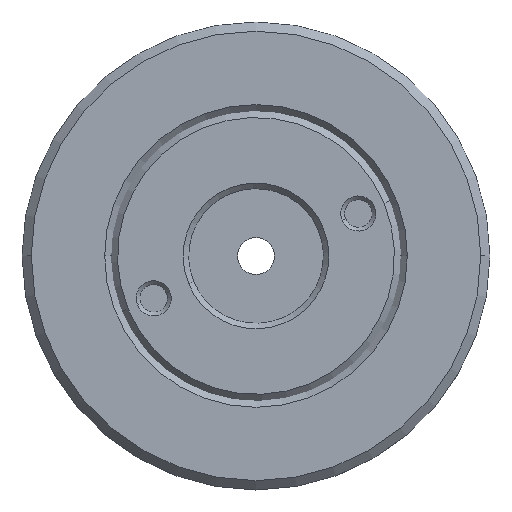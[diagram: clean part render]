
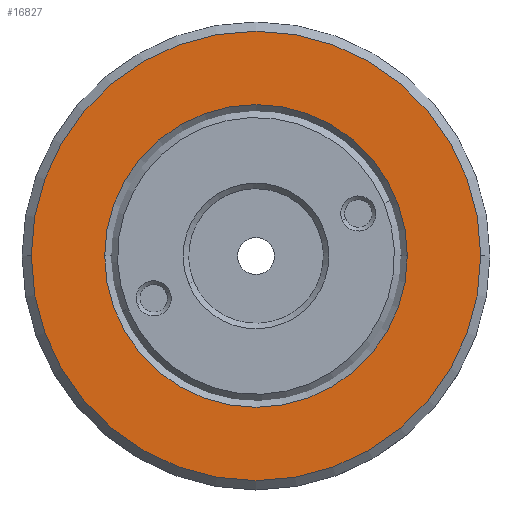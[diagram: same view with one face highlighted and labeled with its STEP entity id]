
A CAD part, top view. The second image highlights one B-rep face of the part: STEP entity #16827.
In plain terms, the highlighted planar face has unit normal (0, 0, 1).
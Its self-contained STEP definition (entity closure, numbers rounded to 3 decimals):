
#1152 = VERTEX_POINT ( 'NONE', #16714 ) ;
#1267 = ORIENTED_EDGE ( 'NONE', *, *, #5841, .T. ) ;
#1308 = CARTESIAN_POINT ( 'NONE',  ( -20.437, 3.803, 4.599 ) ) ;
#1418 = DIRECTION ( 'NONE',  ( -1., 0., 0. ) ) ;
#1596 = AXIS2_PLACEMENT_3D ( 'NONE', #12777, #19363, #3010 ) ;
#1685 = VERTEX_POINT ( 'NONE', #9996 ) ;
#3010 = DIRECTION ( 'NONE',  ( 1., 0., 0. ) ) ;
#3506 = CARTESIAN_POINT ( 'NONE',  ( -20.437, 3.803, 4.599 ) ) ;
#3581 = CARTESIAN_POINT ( 'NONE',  ( -20.437, 3.803, 4.599 ) ) ;
#5134 = DIRECTION ( 'NONE',  ( -1., 0., 0. ) ) ;
#5314 = DIRECTION ( 'NONE',  ( 0., 0., 1. ) ) ;
#5841 = EDGE_CURVE ( 'NONE', #1152, #14375, #14632, .T. ) ;
#6093 = CIRCLE ( 'NONE', #19503, 12.175 ) ;
#6787 = DIRECTION ( 'NONE',  ( 1., 0., 0. ) ) ;
#7539 = ORIENTED_EDGE ( 'NONE', *, *, #7825, .F. ) ;
#7825 = EDGE_CURVE ( 'NONE', #19273, #1685, #6093, .T. ) ;
#8190 = CARTESIAN_POINT ( 'NONE',  ( -20.437, 3.803, 4.599 ) ) ;
#8516 = DIRECTION ( 'NONE',  ( 0., 0., -1. ) ) ;
#8755 = ORIENTED_EDGE ( 'NONE', *, *, #17425, .F. ) ;
#9017 = EDGE_CURVE ( 'NONE', #14375, #1152, #11247, .T. ) ;
#9220 = AXIS2_PLACEMENT_3D ( 'NONE', #8190, #8516, #6787 ) ;
#9286 = DIRECTION ( 'NONE',  ( 0., 0., -1. ) ) ;
#9996 = CARTESIAN_POINT ( 'NONE',  ( -32.612, 3.803, 4.599 ) ) ;
#10147 = DIRECTION ( 'NONE',  ( 1., 0., 0. ) ) ;
#10810 = CIRCLE ( 'NONE', #19074, 12.175 ) ;
#11247 = CIRCLE ( 'NONE', #9220, 8.2 ) ;
#12505 = AXIS2_PLACEMENT_3D ( 'NONE', #3581, #5314, #10147 ) ;
#12777 = CARTESIAN_POINT ( 'NONE',  ( -20.437, 3.803, 4.599 ) ) ;
#13938 = ORIENTED_EDGE ( 'NONE', *, *, #9017, .T. ) ;
#14375 = VERTEX_POINT ( 'NONE', #19330 ) ;
#14632 = CIRCLE ( 'NONE', #1596, 8.2 ) ;
#16708 = FACE_OUTER_BOUND ( 'NONE', #21181, .T. ) ;
#16714 = CARTESIAN_POINT ( 'NONE',  ( -12.237, 3.803, 4.599 ) ) ;
#16827 = ADVANCED_FACE ( 'NONE', ( #18221, #16708 ), #20059, .T. ) ;
#17425 = EDGE_CURVE ( 'NONE', #1685, #19273, #10810, .T. ) ;
#18221 = FACE_BOUND ( 'NONE', #20197, .T. ) ;
#19074 = AXIS2_PLACEMENT_3D ( 'NONE', #3506, #19872, #5134 ) ;
#19273 = VERTEX_POINT ( 'NONE', #19923 ) ;
#19330 = CARTESIAN_POINT ( 'NONE',  ( -28.637, 3.803, 4.599 ) ) ;
#19363 = DIRECTION ( 'NONE',  ( 0., 0., -1. ) ) ;
#19503 = AXIS2_PLACEMENT_3D ( 'NONE', #1308, #9286, #1418 ) ;
#19872 = DIRECTION ( 'NONE',  ( 0., 0., -1. ) ) ;
#19923 = CARTESIAN_POINT ( 'NONE',  ( -8.262, 3.803, 4.599 ) ) ;
#20059 = PLANE ( 'NONE',  #12505 ) ;
#20197 = EDGE_LOOP ( 'NONE', ( #1267, #13938 ) ) ;
#21181 = EDGE_LOOP ( 'NONE', ( #8755, #7539 ) ) ;
